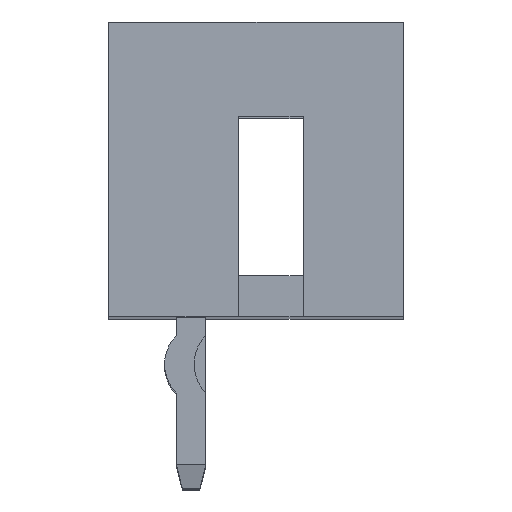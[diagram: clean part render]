
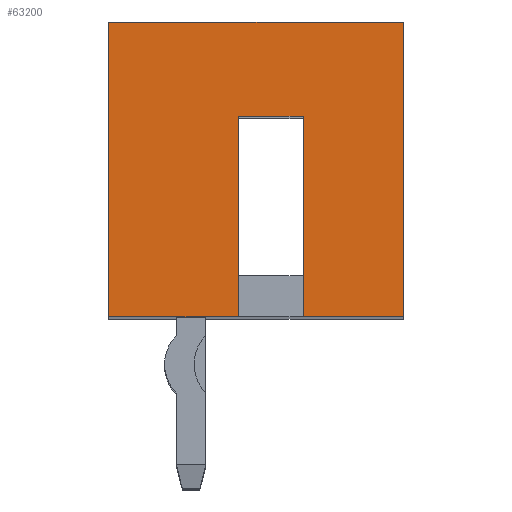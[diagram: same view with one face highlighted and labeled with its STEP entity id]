
A CAD part, top view. The second image highlights one B-rep face of the part: STEP entity #63200.
In plain terms, the highlighted planar face has unit normal (0, 0, 1).
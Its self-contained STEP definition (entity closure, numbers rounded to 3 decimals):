
#1600=CARTESIAN_POINT('',(7.484,-2.348,
16.447));
#1610=DIRECTION('',(-1.,0.,0.));
#1620=VECTOR('',#1610,1.);
#1630=LINE('',#1600,#1620);
#1640=CARTESIAN_POINT('',(10.284,-2.348,
16.447));
#1650=VERTEX_POINT('',#1640);
#1660=CARTESIAN_POINT('',(9.184,-2.348,
16.447));
#1670=VERTEX_POINT('',#1660);
#1680=EDGE_CURVE('',#1650,#1670,#1630,.T.);
#4220=CARTESIAN_POINT('',(7.484,1.052,
16.447));
#4230=DIRECTION('',(1.,0.,0.));
#4240=VECTOR('',#4230,1.);
#4250=LINE('',#4220,#4240);
#4260=CARTESIAN_POINT('',(10.284,1.052,
16.447));
#4270=VERTEX_POINT('',#4260);
#4280=CARTESIAN_POINT('',(12.484,1.052,
16.447));
#4290=VERTEX_POINT('',#4280);
#4300=EDGE_CURVE('',#4270,#4290,#4250,.T.);
#4520=CARTESIAN_POINT('',(9.184,1.052,
16.447));
#4530=VERTEX_POINT('',#4520);
#4560=CARTESIAN_POINT('',(7.484,1.052,
16.447));
#4570=VERTEX_POINT('',#4560);
#4580=EDGE_CURVE('',#4570,#4530,#4250,.T.);
#12140=CARTESIAN_POINT('',(7.484,-3.948,
16.447));
#12150=VERTEX_POINT('',#12140);
#12180=CARTESIAN_POINT('',(7.484,-3.948,
16.447));
#12190=DIRECTION('',(1.,0.,0.));
#12200=VECTOR('',#12190,1.);
#12210=LINE('',#12180,#12200);
#12220=CARTESIAN_POINT('',(12.484,-3.948,
16.447));
#12230=VERTEX_POINT('',#12220);
#12240=EDGE_CURVE('',#12150,#12230,#12210,.T.);
#18450=CARTESIAN_POINT('',(10.284,1.052,
16.447));
#18460=DIRECTION('',(0.,-1.,0.));
#18470=VECTOR('',#18460,1.);
#18480=LINE('',#18450,#18470);
#18490=EDGE_CURVE('',#4270,#1650,#18480,.T.);
#32510=CARTESIAN_POINT('',(9.184,1.052,
16.447));
#32520=DIRECTION('',(0.,1.,0.));
#32530=VECTOR('',#32520,1.);
#32540=LINE('',#32510,#32530);
#32550=EDGE_CURVE('',#1670,#4530,#32540,.T.);
#47540=CARTESIAN_POINT('',(7.484,1.052,
16.447));
#47550=DIRECTION('',(0.,1.,0.));
#47560=VECTOR('',#47550,1.);
#47570=LINE('',#47540,#47560);
#47580=EDGE_CURVE('',#12150,#4570,#47570,.T.);
#54240=CARTESIAN_POINT('',(12.484,1.052,
16.447));
#54250=DIRECTION('',(0.,1.,0.));
#54260=VECTOR('',#54250,1.);
#54270=LINE('',#54240,#54260);
#54280=EDGE_CURVE('',#12230,#4290,#54270,.T.);
#63050=CARTESIAN_POINT('',(7.484,1.052,
16.447));
#63060=DIRECTION('',(0.,0.,-1.));
#63070=DIRECTION('',(1.,0.,0.));
#63080=AXIS2_PLACEMENT_3D('',#63050,#63060,#63070);
#63090=PLANE('',#63080);
#63100=ORIENTED_EDGE('',*,*,#4300,.F.);
#63110=ORIENTED_EDGE('',*,*,#54280,.T.);
#63120=ORIENTED_EDGE('',*,*,#12240,.T.);
#63130=ORIENTED_EDGE('',*,*,#47580,.F.);
#63140=ORIENTED_EDGE('',*,*,#4580,.F.);
#63150=ORIENTED_EDGE('',*,*,#32550,.T.);
#63160=ORIENTED_EDGE('',*,*,#1680,.T.);
#63170=ORIENTED_EDGE('',*,*,#18490,.T.);
#63180=EDGE_LOOP('',(#63170,#63160,#63150,#63140,#63130,#63120,#63110,
#63100));
#63190=FACE_OUTER_BOUND('',#63180,.T.);
#63200=ADVANCED_FACE('',(#63190),#63090,.F.);
